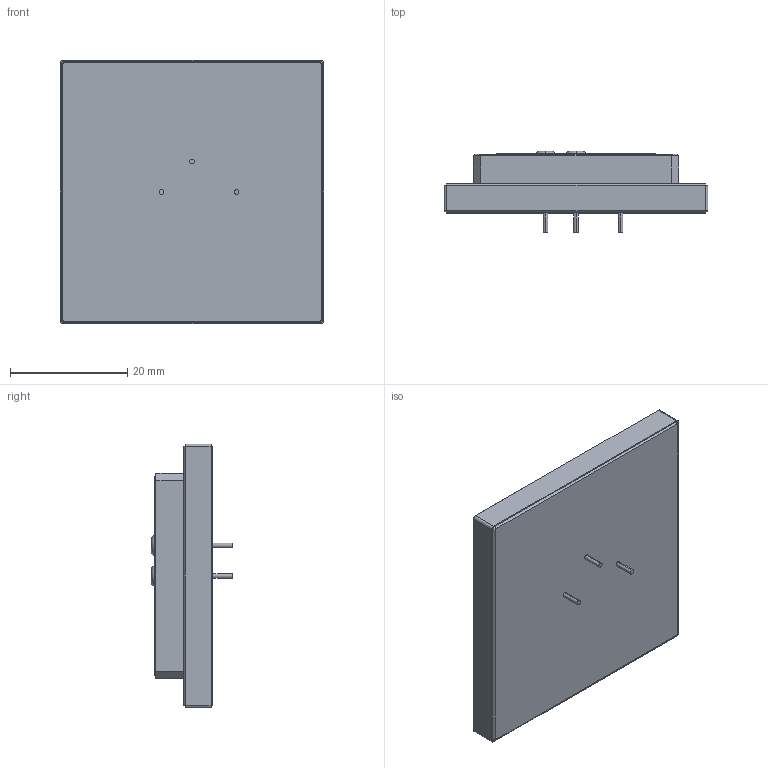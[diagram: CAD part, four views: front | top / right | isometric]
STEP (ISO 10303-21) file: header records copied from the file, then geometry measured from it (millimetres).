
FILE_DESCRIPTION (( 'STEP AP214' ), '1' );
FILE_NAME ('HP54510A.STEP', '2023-12-12T11:27:36', ( '' ), ( '' ), 'SwSTEP 2.0', 'SolidWorks 2022', '' );
FILE_SCHEMA (( 'AUTOMOTIVE_DESIGN' ));
Length unit declared in the file: millimetre
Products named in the file (1): HP54510A
Bounding box: 45 x 13.9 x 45 mm (x, y, z)
Volume: 16209.8 mm3; surface area: 5571.1 mm2
Topology: 1 solids, 1 shells, 357 faces, 940 edges, 624 vertices
Faces by surface type: plane 202, bspline 125, cylinder 18, cone 8, torus 4
Entity records: 16909 total; most frequent: CARTESIAN_POINT 4911, ORIENTED_EDGE 1880, DIRECTION 1220, EDGE_CURVE 940, LINE 626, VECTOR 626, VERTEX_POINT 624, EDGE_LOOP 396
